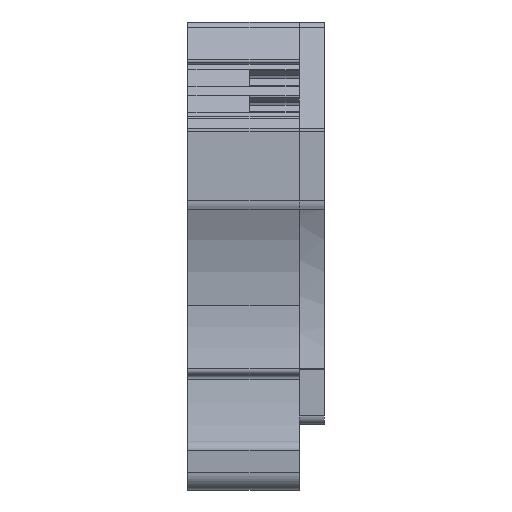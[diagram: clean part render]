
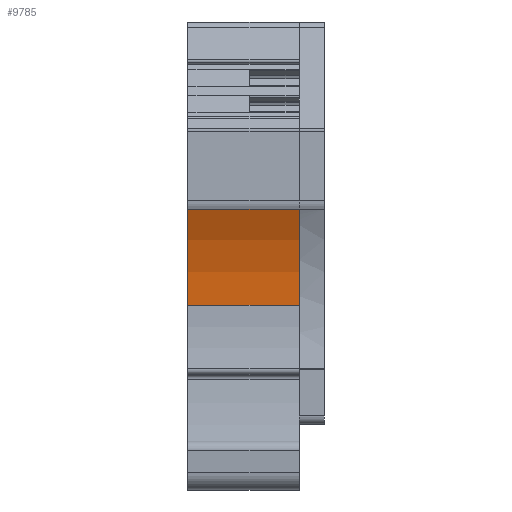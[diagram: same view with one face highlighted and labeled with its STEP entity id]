
A CAD part, front view. The second image highlights one B-rep face of the part: STEP entity #9785.
In plain terms, the highlighted cylindrical face has radius 24 mm (diameter 48 mm), a partial arc.
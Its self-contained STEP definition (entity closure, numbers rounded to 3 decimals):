
#9758=AXIS2_PLACEMENT_3D('Cylinder Axis2P3D',#9755,#9756,#9757) ;
#9762=AXIS2_PLACEMENT_3D('Circle Axis2P3D',#9760,#9761,$) ;
#9776=AXIS2_PLACEMENT_3D('Circle Axis2P3D',#9774,#9775,$) ;
#9733=CARTESIAN_POINT('Vertex',(0.,0.209,30.313)) ;
#9736=CARTESIAN_POINT('Line Origine',(0.,0.209,30.313)) ;
#9740=CARTESIAN_POINT('Vertex',(12.,0.209,30.313)) ;
#9755=CARTESIAN_POINT('Axis2P3D Location',(0.,-21.278,19.621)) ;
#9760=CARTESIAN_POINT('Axis2P3D Location',(0.,-21.278,19.621)) ;
#9764=CARTESIAN_POINT('Vertex',(0.,2.72,19.931)) ;
#9767=CARTESIAN_POINT('Line Origine',(0.,2.72,19.931)) ;
#9771=CARTESIAN_POINT('Vertex',(12.,2.72,19.931)) ;
#9774=CARTESIAN_POINT('Axis2P3D Location',(12.,-21.278,19.621)) ;
#9737=DIRECTION('Vector Direction',(1.,0.,0.)) ;
#9756=DIRECTION('Axis2P3D Direction',(1.,0.,0.)) ;
#9757=DIRECTION('Axis2P3D XDirection',(0.,1.,0.013)) ;
#9761=DIRECTION('Axis2P3D Direction',(1.,0.,0.)) ;
#9768=DIRECTION('Vector Direction',(1.,0.,0.)) ;
#9775=DIRECTION('Axis2P3D Direction',(1.,0.,0.)) ;
#9738=VECTOR('Line Direction',#9737,1.) ;
#9769=VECTOR('Line Direction',#9768,1.) ;
#9780=ORIENTED_EDGE('',*,*,#9766,.F.) ;
#9781=ORIENTED_EDGE('',*,*,#9773,.T.) ;
#9782=ORIENTED_EDGE('',*,*,#9778,.T.) ;
#9783=ORIENTED_EDGE('',*,*,#9742,.F.) ;
#9785=ADVANCED_FACE('28076_KLTR_ZEI16.1\\K\X2\00F6\X0\rper.2 ( *SOL1 - wsp *MASTER -  -Non Smart-  )',(#9784),#9759,.F.) ;
#9763=CIRCLE('generated circle',#9762,24.) ;
#9777=CIRCLE('generated circle',#9776,24.) ;
#9759=CYLINDRICAL_SURFACE('generated cylinder',#9758,24.) ;
#9742=EDGE_CURVE('',#9734,#9741,#9739,.T.) ;
#9766=EDGE_CURVE('',#9765,#9734,#9763,.T.) ;
#9773=EDGE_CURVE('',#9765,#9772,#9770,.T.) ;
#9778=EDGE_CURVE('',#9772,#9741,#9777,.T.) ;
#9779=EDGE_LOOP('',(#9780,#9781,#9782,#9783)) ;
#9784=FACE_OUTER_BOUND('',#9779,.T.) ;
#9739=LINE('Line',#9736,#9738) ;
#9770=LINE('Line',#9767,#9769) ;
#9734=VERTEX_POINT('',#9733) ;
#9741=VERTEX_POINT('',#9740) ;
#9765=VERTEX_POINT('',#9764) ;
#9772=VERTEX_POINT('',#9771) ;
